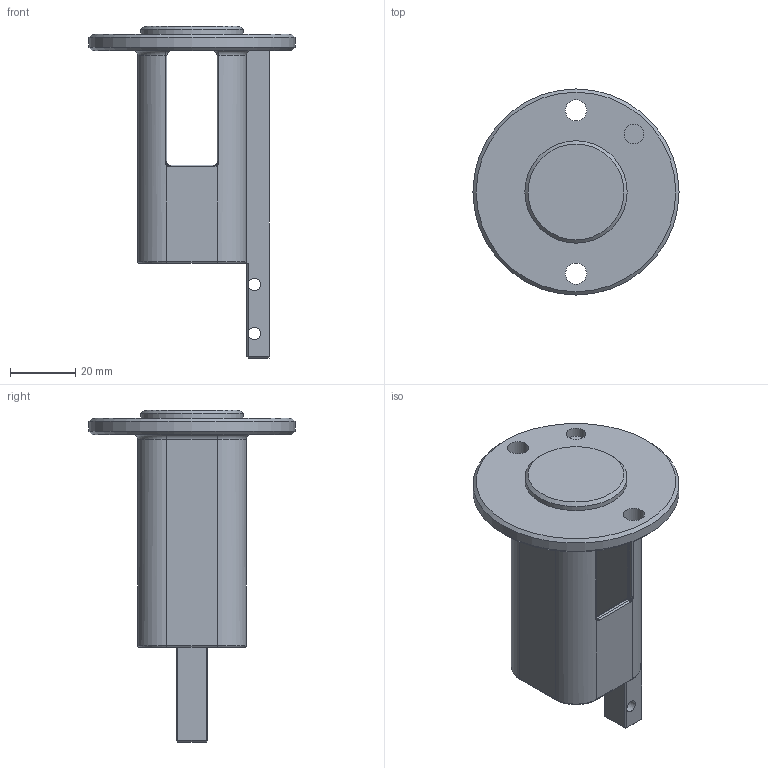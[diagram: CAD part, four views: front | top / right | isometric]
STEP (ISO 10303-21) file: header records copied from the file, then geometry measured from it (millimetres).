
FILE_DESCRIPTION(/* description */ (''),/* implementation_level */ '2;1');
FILE_NAME(/* name */ 'franka-evetac-finger.step',/* time_stamp */ '2023-11-29T15:26:50+01:00',/* author */ (''),/* organization */ (''),/* preprocessor_version */ 'ST-DEVELOPER v20',/* originating_system */ 'Autodesk Translation Framework v12.14.0.127',/* authorisation */ '');
FILE_SCHEMA (('AUTOMOTIVE_DESIGN { 1 0 10303 214 3 1 1 }'));
Length unit declared in the file: millimetre
Products named in the file (2): evetac-gelsight-franka-adapter; franka-evetac-finger
Assembly tree (1 placements, depth 2):
  evetac-gelsight-franka-adapter
    franka-evetac-finger
Bounding box: 63 x 63 x 101.5 mm (x, y, z)
Volume: 34382.1 mm3; surface area: 21878.8 mm2
Topology: 1 solids, 1 shells, 152 faces, 382 edges, 233 vertices
Faces by surface type: bspline 48, cylinder 45, plane 32, torus 24, cone 3
Full cylindrical faces by diameter (mm): 3.75 x2, 6 x1, 6.5 x2, 31.3 x1, 63 x1
Entity records: 12484 total; most frequent: CARTESIAN_POINT 9023, ORIENTED_EDGE 764, DIRECTION 631, EDGE_CURVE 382, AXIS2_PLACEMENT_3D 257, VERTEX_POINT 233, EDGE_LOOP 165, FACE_OUTER_BOUND 152
